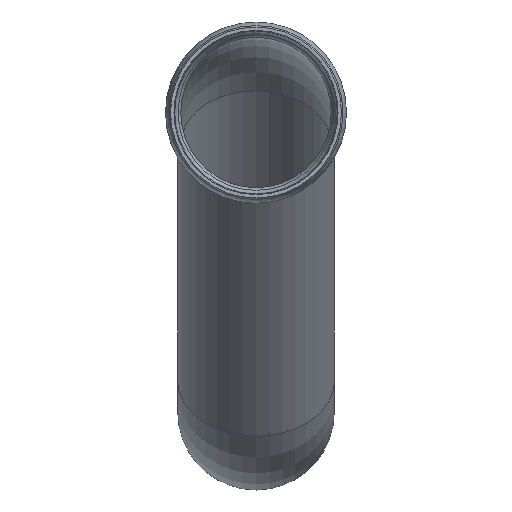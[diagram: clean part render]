
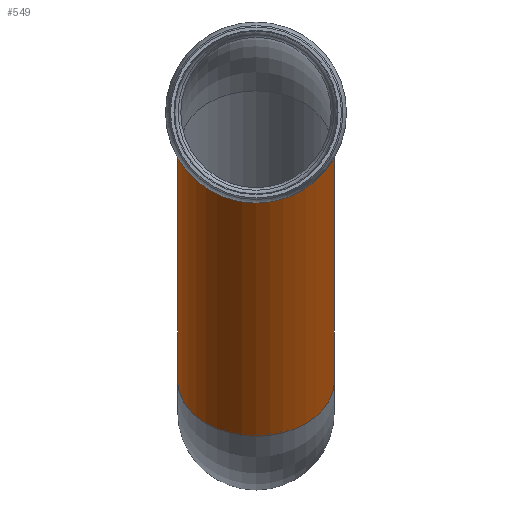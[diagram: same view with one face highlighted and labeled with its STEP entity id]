
A CAD part, left-side view. The second image highlights one B-rep face of the part: STEP entity #549.
In plain terms, the highlighted cylindrical face has radius 510 mm (diameter 1020 mm), a full revolution.
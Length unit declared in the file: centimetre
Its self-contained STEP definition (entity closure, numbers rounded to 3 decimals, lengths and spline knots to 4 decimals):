
#41=CYLINDRICAL_SURFACE('',#610,51.);
#61=FACE_OUTER_BOUND('',#96,.T.);
#96=EDGE_LOOP('',(#421,#422,#423,#424,#425));
#125=LINE('',#970,#141);
#141=VECTOR('',#763,51.);
#174=CIRCLE('',#609,51.);
#175=CIRCLE('',#611,51.);
#176=CIRCLE('',#612,51.);
#239=VERTEX_POINT('',#965);
#240=VERTEX_POINT('',#969);
#241=VERTEX_POINT('',#971);
#305=EDGE_CURVE('',#239,#239,#174,.T.);
#306=EDGE_CURVE('',#239,#240,#125,.T.);
#307=EDGE_CURVE('',#240,#241,#175,.T.);
#308=EDGE_CURVE('',#241,#240,#176,.T.);
#421=ORIENTED_EDGE('',*,*,#305,.F.);
#422=ORIENTED_EDGE('',*,*,#306,.T.);
#423=ORIENTED_EDGE('',*,*,#307,.T.);
#424=ORIENTED_EDGE('',*,*,#308,.T.);
#425=ORIENTED_EDGE('',*,*,#306,.F.);
#549=ADVANCED_FACE('',(#61),#41,.T.);
#609=AXIS2_PLACEMENT_3D('',#967,#759,#760);
#610=AXIS2_PLACEMENT_3D('',#968,#761,#762);
#611=AXIS2_PLACEMENT_3D('',#972,#764,#765);
#612=AXIS2_PLACEMENT_3D('',#973,#766,#767);
#759=DIRECTION('center_axis',(0.707,0.,-0.707));
#760=DIRECTION('ref_axis',(-0.707,0.,-0.707));
#761=DIRECTION('center_axis',(0.707,0.,-0.707));
#762=DIRECTION('ref_axis',(-0.707,0.,-0.707));
#763=DIRECTION('',(-0.707,0.,0.707));
#764=DIRECTION('center_axis',(0.707,0.,-0.707));
#765=DIRECTION('ref_axis',(-0.707,0.,-0.707));
#766=DIRECTION('center_axis',(0.707,0.,-0.707));
#767=DIRECTION('ref_axis',(-0.707,0.,-0.707));
#965=CARTESIAN_POINT('',(328.065,0.,-138.9401));
#967=CARTESIAN_POINT('Origin',(292.0025,0.,-175.0025));
#968=CARTESIAN_POINT('Origin',(137.5025,0.,-20.5025));
#969=CARTESIAN_POINT('',(173.565,0.,15.5599));
#970=CARTESIAN_POINT('',(173.565,0.,15.5599));
#971=CARTESIAN_POINT('',(101.4401,0.,-56.565));
#972=CARTESIAN_POINT('Origin',(137.5025,0.,-20.5025));
#973=CARTESIAN_POINT('Origin',(137.5025,0.,-20.5025));
